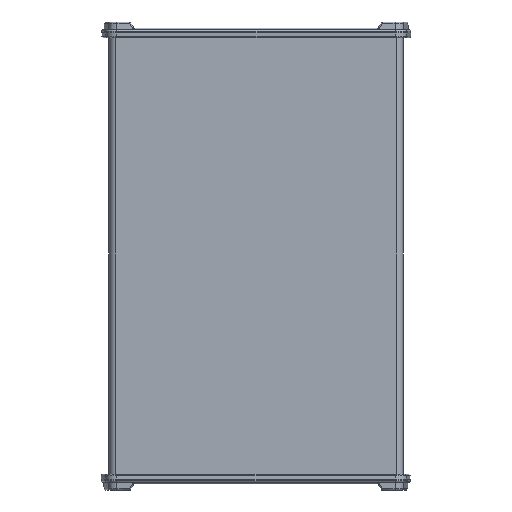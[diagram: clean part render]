
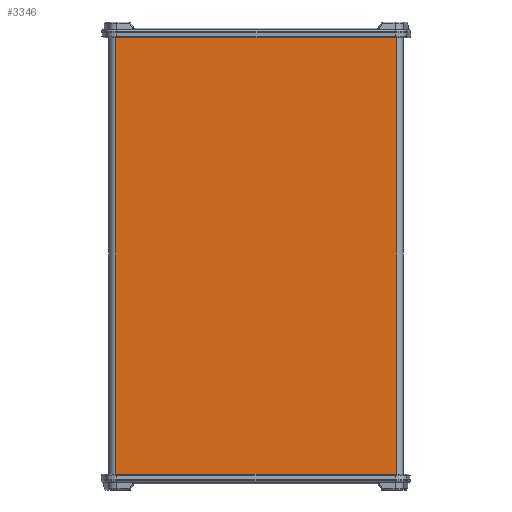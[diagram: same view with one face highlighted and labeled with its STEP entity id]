
A CAD part, front view. The second image highlights one B-rep face of the part: STEP entity #3346.
In plain terms, the highlighted planar face has unit normal (0, -1, 0).
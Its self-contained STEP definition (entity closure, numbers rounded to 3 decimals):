
#3346 = ADVANCED_FACE ( 'NONE', ( #10494 ), #5515, .F. ) ;
#3819 = LINE ( 'NONE', #34970, #20403 ) ;
#3841 = CARTESIAN_POINT ( 'NONE',  ( -105.384, -57.75, 500. ) ) ;
#4167 = LINE ( 'NONE', #8389, #29614 ) ;
#4339 = ORIENTED_EDGE ( 'NONE', *, *, #8149, .F. ) ;
#5515 = PLANE ( 'NONE',  #32673 ) ;
#6144 = LINE ( 'NONE', #42803, #14996 ) ;
#8149 = EDGE_CURVE ( 'NONE', #12632, #20460, #3819, .T. ) ;
#8386 = ORIENTED_EDGE ( 'NONE', *, *, #19221, .F. ) ;
#8389 = CARTESIAN_POINT ( 'NONE',  ( -105.384, -57.75, 500. ) ) ;
#9632 = CARTESIAN_POINT ( 'NONE',  ( 105.384, -57.75, 170. ) ) ;
#10320 = CARTESIAN_POINT ( 'NONE',  ( -105.384, -57.75, 500. ) ) ;
#10494 = FACE_OUTER_BOUND ( 'NONE', #39462, .T. ) ;
#12632 = VERTEX_POINT ( 'NONE', #30547 ) ;
#12911 = CARTESIAN_POINT ( 'NONE',  ( -105.384, -57.75, 500. ) ) ;
#13513 = DIRECTION ( 'NONE',  ( 0., 1., 0. ) ) ;
#14996 = VECTOR ( 'NONE', #29548, 1000. ) ;
#17205 = ORIENTED_EDGE ( 'NONE', *, *, #41401, .T. ) ;
#17934 = CARTESIAN_POINT ( 'NONE',  ( -105.384, -57.75, 170. ) ) ;
#19221 = EDGE_CURVE ( 'NONE', #28036, #12632, #4167, .T. ) ;
#20403 = VECTOR ( 'NONE', #21712, 1000. ) ;
#20460 = VERTEX_POINT ( 'NONE', #9632 ) ;
#21712 = DIRECTION ( 'NONE',  ( 0., 0., -1. ) ) ;
#21827 = VECTOR ( 'NONE', #23702, 1000. ) ;
#23702 = DIRECTION ( 'NONE',  ( 0., 0., -1. ) ) ;
#26442 = ORIENTED_EDGE ( 'NONE', *, *, #42890, .T. ) ;
#28036 = VERTEX_POINT ( 'NONE', #12911 ) ;
#29462 = VERTEX_POINT ( 'NONE', #17934 ) ;
#29548 = DIRECTION ( 'NONE',  ( 1., 0., 0. ) ) ;
#29614 = VECTOR ( 'NONE', #31328, 1000. ) ;
#30547 = CARTESIAN_POINT ( 'NONE',  ( 105.384, -57.75, 500. ) ) ;
#31328 = DIRECTION ( 'NONE',  ( 1., 0., 0. ) ) ;
#32513 = DIRECTION ( 'NONE',  ( 0., 0., 1. ) ) ;
#32673 = AXIS2_PLACEMENT_3D ( 'NONE', #10320, #13513, #32513 ) ;
#34970 = CARTESIAN_POINT ( 'NONE',  ( 105.384, -57.75, 500. ) ) ;
#39462 = EDGE_LOOP ( 'NONE', ( #17205, #26442, #4339, #8386 ) ) ;
#40592 = LINE ( 'NONE', #3841, #21827 ) ;
#41401 = EDGE_CURVE ( 'NONE', #28036, #29462, #40592, .T. ) ;
#42803 = CARTESIAN_POINT ( 'NONE',  ( -173.013, -57.75, 170. ) ) ;
#42890 = EDGE_CURVE ( 'NONE', #29462, #20460, #6144, .T. ) ;
